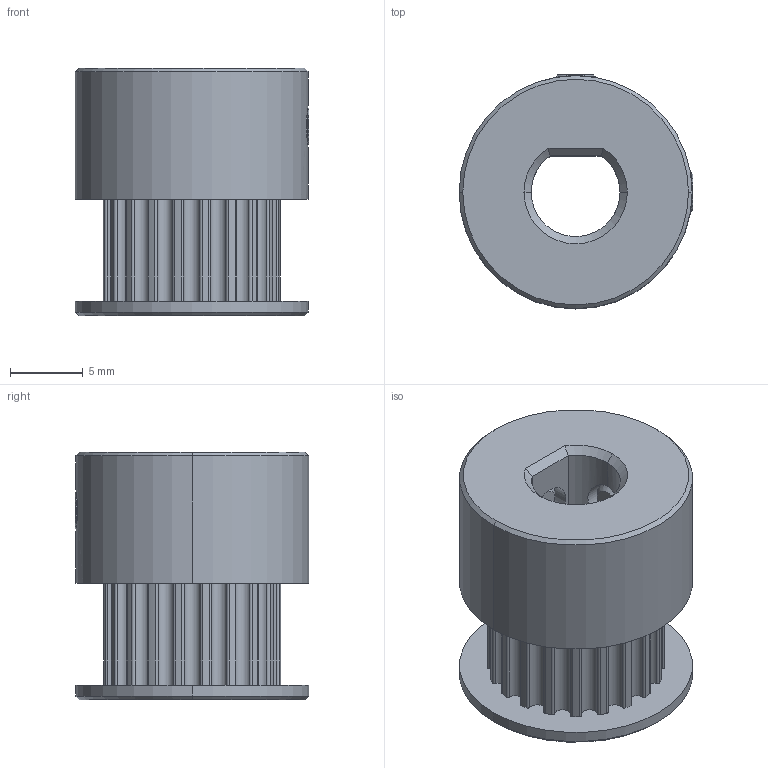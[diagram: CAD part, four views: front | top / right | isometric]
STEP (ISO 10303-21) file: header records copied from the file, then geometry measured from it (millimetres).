
FILE_DESCRIPTION (( 'STEP AP214' ), '1' );
FILE_NAME ('GT2 20 Tooth Assy (ID 6mm).STEP', '2022-11-14T20:43:05', ( '' ), ( '' ), 'SwSTEP 2.0', 'SolidWorks 2022', '' );
FILE_SCHEMA (( 'AUTOMOTIVE_DESIGN' ));
Length unit declared in the file: millimetre
Products named in the file (3): GT2 Pulley 20 Tooth (ID6mm); socket set screw flat point_am_B18.3.6M - M3 x 0.5 x 5 Hex Socket Flat Pt. SS --S; GT2 20 Tooth Assy (ID 6mm)
Assembly tree (3 placements, depth 2):
  GT2 20 Tooth Assy (ID 6mm)
    GT2 Pulley 20 Tooth (ID6mm)
    socket set screw flat point_am_B18.3.6M - M3 x 0.5 x 5 Hex Socket Flat Pt. SS --S  x2
Bounding box: 16.05 x 16.05 x 17 mm (x, y, z)
Volume: 2227.1 mm3; surface area: 1967.7 mm2
Topology: 3 solids, 3 shells, 275 faces, 745 edges, 478 vertices
Faces by surface type: cylinder 152, cone 98, plane 25
Entity records: 6909 total; most frequent: DIRECTION 1311, CARTESIAN_POINT 1295, ORIENTED_EDGE 1122, EDGE_CURVE 561, AXIS2_PLACEMENT_3D 550, VERTEX_POINT 362, CIRCLE 340, LINE 211
